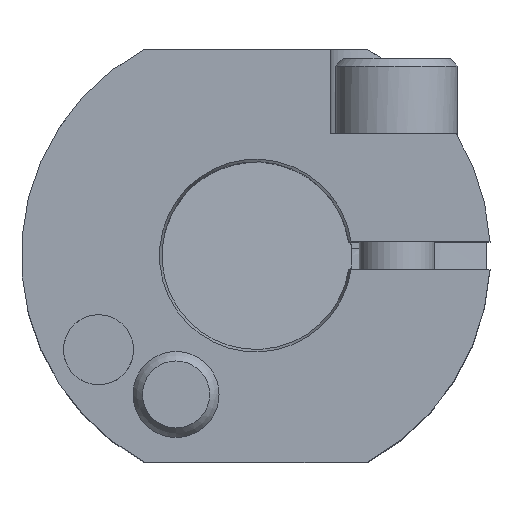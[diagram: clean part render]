
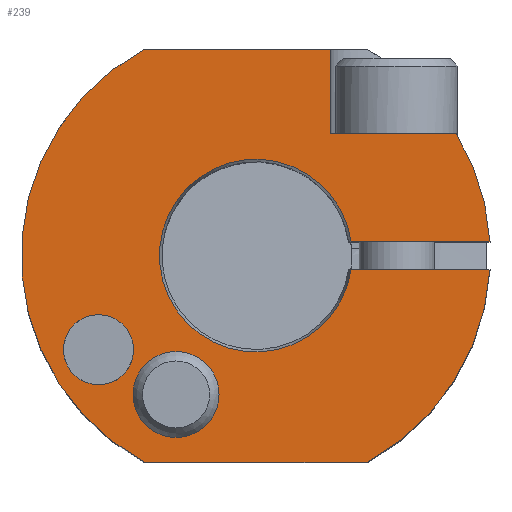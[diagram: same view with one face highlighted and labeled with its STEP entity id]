
A CAD part, top view. The second image highlights one B-rep face of the part: STEP entity #239.
In plain terms, the highlighted planar face has unit normal (0, 0, 1).
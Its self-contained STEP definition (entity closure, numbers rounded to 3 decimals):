
#157=PLANE('',#1645);
#239=ADVANCED_FACE('',(#320,#321,#322),#157,.T.);
#320=FACE_BOUND('',#428,.T.);
#321=FACE_BOUND('',#429,.T.);
#322=FACE_BOUND('',#430,.T.);
#428=EDGE_LOOP('',(#1056));
#429=EDGE_LOOP('',(#1057,#1058,#1059,#1060,#1061,#1062,#1063,#1064,#1065,
#1066));
#430=EDGE_LOOP('',(#1067));
#531=LINE('',#2703,#618);
#534=LINE('',#2721,#621);
#536=LINE('',#2725,#623);
#537=LINE('',#2727,#624);
#539=LINE('',#2741,#626);
#547=LINE('',#2779,#634);
#618=VECTOR('',#2010,1.);
#621=VECTOR('',#2019,1.);
#623=VECTOR('',#2023,1.);
#624=VECTOR('',#2026,1.);
#626=VECTOR('',#2036,1.);
#634=VECTOR('',#2068,1.);
#680=CIRCLE('',#1619,3.727);
#681=CIRCLE('',#1621,25.);
#682=CIRCLE('',#1624,10.268);
#683=CIRCLE('',#1629,4.583);
#690=CIRCLE('',#1642,25.);
#691=CIRCLE('',#1644,25.);
#1056=ORIENTED_EDGE('',*,*,#1414,.F.);
#1057=ORIENTED_EDGE('',*,*,#1413,.T.);
#1058=ORIENTED_EDGE('',*,*,#1412,.T.);
#1059=ORIENTED_EDGE('',*,*,#1410,.F.);
#1060=ORIENTED_EDGE('',*,*,#1433,.F.);
#1061=ORIENTED_EDGE('',*,*,#1434,.F.);
#1062=ORIENTED_EDGE('',*,*,#1435,.F.);
#1063=ORIENTED_EDGE('',*,*,#1418,.F.);
#1064=ORIENTED_EDGE('',*,*,#1407,.T.);
#1065=ORIENTED_EDGE('',*,*,#1404,.F.);
#1066=ORIENTED_EDGE('',*,*,#1402,.F.);
#1067=ORIENTED_EDGE('',*,*,#1398,.T.);
#1215=VERTEX_POINT('',#2693);
#1216=VERTEX_POINT('',#2698);
#1217=VERTEX_POINT('',#2700);
#1218=VERTEX_POINT('',#2704);
#1219=VERTEX_POINT('',#2714);
#1220=VERTEX_POINT('',#2718);
#1221=VERTEX_POINT('',#2720);
#1222=VERTEX_POINT('',#2724);
#1223=VERTEX_POINT('',#2730);
#1224=VERTEX_POINT('',#2733);
#1236=VERTEX_POINT('',#2776);
#1237=VERTEX_POINT('',#2780);
#1398=EDGE_CURVE('',#1215,#1215,#680,.T.);
#1402=EDGE_CURVE('',#1216,#1217,#681,.T.);
#1404=EDGE_CURVE('',#1217,#1218,#531,.T.);
#1407=EDGE_CURVE('',#1219,#1218,#682,.T.);
#1410=EDGE_CURVE('',#1221,#1220,#534,.T.);
#1412=EDGE_CURVE('',#1222,#1220,#536,.T.);
#1413=EDGE_CURVE('',#1216,#1222,#537,.T.);
#1414=EDGE_CURVE('',#1223,#1223,#683,.T.);
#1418=EDGE_CURVE('',#1219,#1224,#539,.T.);
#1433=EDGE_CURVE('',#1236,#1221,#690,.T.);
#1434=EDGE_CURVE('',#1237,#1236,#547,.T.);
#1435=EDGE_CURVE('',#1224,#1237,#691,.T.);
#1619=AXIS2_PLACEMENT_3D('',#2692,#1998,#1999);
#1621=AXIS2_PLACEMENT_3D('',#2699,#2005,#2006);
#1624=AXIS2_PLACEMENT_3D('',#2715,#2013,#2014);
#1629=AXIS2_PLACEMENT_3D('',#2729,#2029,#2030);
#1642=AXIS2_PLACEMENT_3D('',#2777,#2064,#2065);
#1644=AXIS2_PLACEMENT_3D('',#2781,#2069,#2070);
#1645=AXIS2_PLACEMENT_3D('',#2782,#2071,#2072);
#1998=DIRECTION('',(0.,0.,-1.));
#1999=DIRECTION('',(1.,0.,0.));
#2005=DIRECTION('',(0.,0.,-1.));
#2006=DIRECTION('',(0.,-1.,0.));
#2010=DIRECTION('',(-1.,0.,0.));
#2013=DIRECTION('',(0.,0.,-1.));
#2014=DIRECTION('',(0.,1.,0.));
#2019=DIRECTION('',(1.,0.,0.));
#2023=DIRECTION('',(0.,1.,0.));
#2026=DIRECTION('',(-1.,0.,0.));
#2029=DIRECTION('',(0.,0.,1.));
#2030=DIRECTION('',(1.,0.,0.));
#2036=DIRECTION('',(1.,0.,0.));
#2064=DIRECTION('',(0.,0.,-1.));
#2065=DIRECTION('',(0.,-1.,0.));
#2068=DIRECTION('',(-1.,0.,0.));
#2069=DIRECTION('',(0.,0.,-1.));
#2070=DIRECTION('',(0.,-1.,0.));
#2071=DIRECTION('',(0.,0.,1.));
#2072=DIRECTION('',(0.,1.,0.));
#2692=CARTESIAN_POINT('',(-16.761,-10.031,50.));
#2693=CARTESIAN_POINT('',(-13.034,-10.031,50.));
#2698=CARTESIAN_POINT('',(21.354,13.,50.));
#2699=CARTESIAN_POINT('',(0.,0.,50.));
#2700=CARTESIAN_POINT('',(24.955,1.5,50.));
#2703=CARTESIAN_POINT('',(0.,1.5,50.));
#2704=CARTESIAN_POINT('',(10.158,1.5,50.));
#2714=CARTESIAN_POINT('',(10.158,-1.5,50.));
#2715=CARTESIAN_POINT('',(0.,0.,50.));
#2718=CARTESIAN_POINT('',(8.,22.,50.));
#2720=CARTESIAN_POINT('',(-11.874,22.,50.));
#2721=CARTESIAN_POINT('',(-30.,22.,50.));
#2724=CARTESIAN_POINT('',(8.,13.,50.));
#2725=CARTESIAN_POINT('',(8.,0.,50.));
#2727=CARTESIAN_POINT('',(0.,13.,50.));
#2729=CARTESIAN_POINT('',(-8.5,-14.8,50.));
#2730=CARTESIAN_POINT('',(-3.917,-14.8,50.));
#2733=CARTESIAN_POINT('',(24.955,-1.5,50.));
#2741=CARTESIAN_POINT('',(0.,-1.5,50.));
#2776=CARTESIAN_POINT('',(-11.874,-22.,50.));
#2777=CARTESIAN_POINT('',(0.,0.,50.));
#2779=CARTESIAN_POINT('',(30.,-22.,50.));
#2780=CARTESIAN_POINT('',(11.874,-22.,50.));
#2781=CARTESIAN_POINT('',(0.,0.,50.));
#2782=CARTESIAN_POINT('',(0.,0.,50.));
